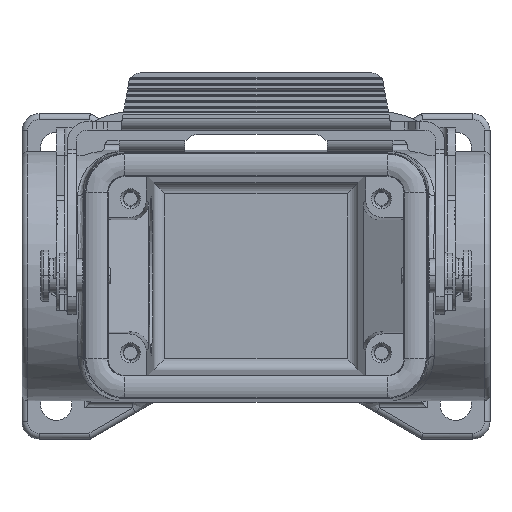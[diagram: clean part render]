
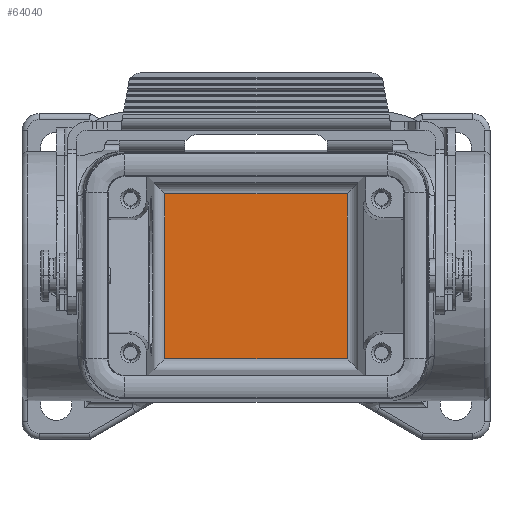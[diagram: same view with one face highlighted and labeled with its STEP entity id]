
A CAD part, top view. The second image highlights one B-rep face of the part: STEP entity #64040.
In plain terms, the highlighted face is planar.
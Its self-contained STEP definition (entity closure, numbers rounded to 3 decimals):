
#52070=CARTESIAN_POINT('',(50.637,47.697,67.));
#52080=VERTEX_POINT('',#52070);
#52260=CARTESIAN_POINT('',(18.745,47.697,67.));
#52270=VERTEX_POINT('',#52260);
#52300=CARTESIAN_POINT('',(82.382,47.697,67.));
#52310=DIRECTION('',(1.,0.,0.));
#52320=VECTOR('',#52310,1.);
#52330=LINE('',#52300,#52320);
#52340=EDGE_CURVE('',#52270,#52080,#52330,.T.);
#54730=CARTESIAN_POINT('',(50.637,0.,67.));
#54740=DIRECTION('',(0.,-1.,0.));
#54750=VECTOR('',#54740,1.);
#54760=LINE('',#54730,#54750);
#54770=CARTESIAN_POINT('',(50.637,18.805,67.));
#54780=VERTEX_POINT('',#54770);
#54790=EDGE_CURVE('',#52080,#54780,#54760,.T.);
#63810=CARTESIAN_POINT('',(0.,0.,67.
));
#63820=DIRECTION('',(0.,0.,1.));
#63830=DIRECTION('',(1.,0.,0.));
#63840=AXIS2_PLACEMENT_3D('',#63810,#63820,#63830);
#63850=PLANE('',#63840);
#63860=ORIENTED_EDGE('',*,*,#54790,.T.);
#63870=ORIENTED_EDGE('',*,*,#52340,.T.);
#63880=CARTESIAN_POINT('',(18.745,0.,67.));
#63890=DIRECTION('',(0.,-1.,0.));
#63900=VECTOR('',#63890,1.);
#63910=LINE('',#63880,#63900);
#63920=CARTESIAN_POINT('',(18.745,18.805,67.));
#63930=VERTEX_POINT('',#63920);
#63940=EDGE_CURVE('',#52270,#63930,#63910,.T.);
#63950=ORIENTED_EDGE('',*,*,#63940,.F.);
#63960=CARTESIAN_POINT('',(-13.,18.805,67.));
#63970=DIRECTION('',(1.,0.,0.));
#63980=VECTOR('',#63970,1.);
#63990=LINE('',#63960,#63980);
#64000=EDGE_CURVE('',#63930,#54780,#63990,.T.);
#64010=ORIENTED_EDGE('',*,*,#64000,.F.);
#64020=EDGE_LOOP('',(#64010,#63950,#63870,#63860));
#64030=FACE_OUTER_BOUND('',#64020,.T.);
#64040=ADVANCED_FACE('',(#64030),#63850,.F.);
